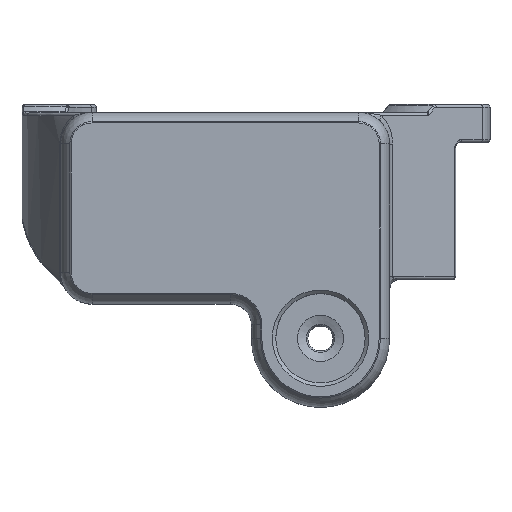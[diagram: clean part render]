
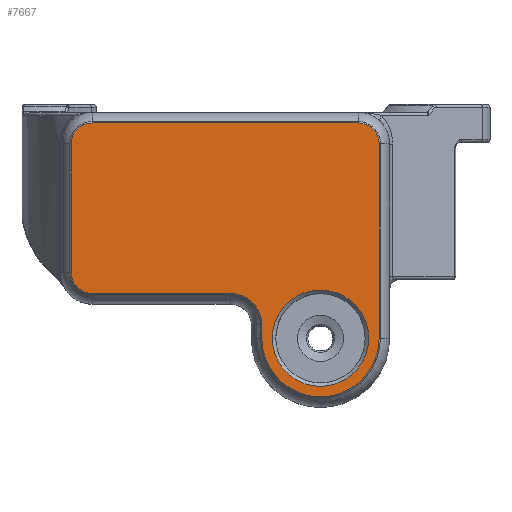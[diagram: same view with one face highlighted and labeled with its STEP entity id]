
A CAD part, top view. The second image highlights one B-rep face of the part: STEP entity #7667.
In plain terms, the highlighted planar face has unit normal (0, 0, 1).
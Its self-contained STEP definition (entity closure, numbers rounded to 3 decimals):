
#315=FACE_BOUND('',#1327,.T.);
#426=PLANE('',#8379);
#858=FACE_OUTER_BOUND('',#1326,.T.);
#1326=EDGE_LOOP('',(#6875,#6876,#6877,#6878,#6879,#6880,#6881,#6882,#6883,
#6884));
#1327=EDGE_LOOP('',(#6885));
#2000=LINE('',#15077,#2465);
#2003=LINE('',#15085,#2468);
#2007=LINE('',#15095,#2472);
#2104=LINE('',#15802,#2569);
#2105=LINE('',#15804,#2570);
#2465=VECTOR('',#9790,10.);
#2468=VECTOR('',#9799,10.);
#2472=VECTOR('',#9809,10.);
#2569=VECTOR('',#10200,10.);
#2570=VECTOR('',#10201,10.);
#2847=CIRCLE('',#8228,3.);
#2848=CIRCLE('',#8231,2.);
#2849=CIRCLE('',#8234,4.6);
#2851=CIRCLE('',#8238,5.6);
#2854=CIRCLE('',#8242,2.);
#2906=CIRCLE('',#8380,2.);
#3528=VERTEX_POINT('',#15074);
#3529=VERTEX_POINT('',#15076);
#3530=VERTEX_POINT('',#15080);
#3531=VERTEX_POINT('',#15084);
#3532=VERTEX_POINT('',#15088);
#3534=VERTEX_POINT('',#15094);
#3535=VERTEX_POINT('',#15098);
#3537=VERTEX_POINT('',#15106);
#3540=VERTEX_POINT('',#15114);
#3623=VERTEX_POINT('',#15801);
#3624=VERTEX_POINT('',#15803);
#4556=EDGE_CURVE('',#3528,#3529,#2000,.T.);
#4558=EDGE_CURVE('',#3529,#3530,#2847,.T.);
#4560=EDGE_CURVE('',#3530,#3531,#2003,.T.);
#4562=EDGE_CURVE('',#3531,#3532,#2848,.T.);
#4565=EDGE_CURVE('',#3532,#3534,#2007,.T.);
#4568=EDGE_CURVE('',#3535,#3535,#2849,.T.);
#4571=EDGE_CURVE('',#3537,#3528,#2851,.T.);
#4575=EDGE_CURVE('',#3534,#3540,#2854,.T.);
#4746=EDGE_CURVE('',#3540,#3623,#2104,.T.);
#4747=EDGE_CURVE('',#3624,#3537,#2105,.T.);
#4748=EDGE_CURVE('',#3623,#3624,#2906,.T.);
#6875=ORIENTED_EDGE('',*,*,#4746,.F.);
#6876=ORIENTED_EDGE('',*,*,#4575,.F.);
#6877=ORIENTED_EDGE('',*,*,#4565,.F.);
#6878=ORIENTED_EDGE('',*,*,#4562,.F.);
#6879=ORIENTED_EDGE('',*,*,#4560,.F.);
#6880=ORIENTED_EDGE('',*,*,#4558,.F.);
#6881=ORIENTED_EDGE('',*,*,#4556,.F.);
#6882=ORIENTED_EDGE('',*,*,#4571,.F.);
#6883=ORIENTED_EDGE('',*,*,#4747,.F.);
#6884=ORIENTED_EDGE('',*,*,#4748,.F.);
#6885=ORIENTED_EDGE('',*,*,#4568,.F.);
#7667=ADVANCED_FACE('',(#858,#315),#426,.T.);
#8228=AXIS2_PLACEMENT_3D('',#15081,#9794,#9795);
#8231=AXIS2_PLACEMENT_3D('',#15089,#9803,#9804);
#8234=AXIS2_PLACEMENT_3D('',#15100,#9814,#9815);
#8238=AXIS2_PLACEMENT_3D('',#15107,#9823,#9824);
#8242=AXIS2_PLACEMENT_3D('',#15115,#9832,#9833);
#8379=AXIS2_PLACEMENT_3D('',#15800,#10198,#10199);
#8380=AXIS2_PLACEMENT_3D('',#15805,#10202,#10203);
#9790=DIRECTION('',(0.,1.,0.));
#9794=DIRECTION('center_axis',(0.,0.,
1.));
#9795=DIRECTION('ref_axis',(0.707,0.707,0.));
#9799=DIRECTION('',(-1.,0.,0.));
#9803=DIRECTION('center_axis',(0.,0.,
-1.));
#9804=DIRECTION('ref_axis',(-0.707,-0.707,0.));
#9809=DIRECTION('',(0.,1.,0.));
#9814=DIRECTION('center_axis',(0.,0.,
1.));
#9815=DIRECTION('ref_axis',(0.,1.,0.));
#9823=DIRECTION('center_axis',(0.,0.,
-1.));
#9824=DIRECTION('ref_axis',(-1.,0.,0.));
#9832=DIRECTION('center_axis',(0.,0.,
-1.));
#9833=DIRECTION('ref_axis',(-0.707,0.707,0.));
#10198=DIRECTION('center_axis',(0.,0.,
1.));
#10199=DIRECTION('ref_axis',(1.,0.,0.));
#10200=DIRECTION('',(1.,0.,0.));
#10201=DIRECTION('',(0.,-1.,0.));
#10202=DIRECTION('center_axis',(0.,0.,
-1.));
#10203=DIRECTION('ref_axis',(0.707,0.707,0.));
#15074=CARTESIAN_POINT('',(-5.6,0.,-4.989));
#15076=CARTESIAN_POINT('',(-5.6,1.27,-4.989));
#15077=CARTESIAN_POINT('',(-5.6,10.676,-4.989));
#15080=CARTESIAN_POINT('',(-8.6,4.27,-4.989));
#15081=CARTESIAN_POINT('Origin',(-8.6,1.27,-4.989));
#15084=CARTESIAN_POINT('',(-21.804,4.27,-4.989));
#15085=CARTESIAN_POINT('',(-0.341,4.27,-4.989));
#15088=CARTESIAN_POINT('',(-23.804,6.27,-4.989));
#15089=CARTESIAN_POINT('Origin',(-21.804,6.27,-4.989));
#15094=CARTESIAN_POINT('',(-23.804,18.553,-4.989));
#15095=CARTESIAN_POINT('',(-23.804,21.353,-4.989));
#15098=CARTESIAN_POINT('',(0.,-4.6,-4.989));
#15100=CARTESIAN_POINT('Origin',(0.,0.,
-4.989));
#15106=CARTESIAN_POINT('',(5.6,0.,-4.989));
#15107=CARTESIAN_POINT('Origin',(0.,0.,
-4.989));
#15114=CARTESIAN_POINT('',(-21.804,20.553,-4.989));
#15115=CARTESIAN_POINT('Origin',(-21.804,18.553,-4.989));
#15800=CARTESIAN_POINT('Origin',(7.,21.353,-4.989));
#15801=CARTESIAN_POINT('',(3.6,20.553,-4.989));
#15802=CARTESIAN_POINT('',(0.344,20.553,-4.989));
#15803=CARTESIAN_POINT('',(5.6,18.553,-4.989));
#15804=CARTESIAN_POINT('',(5.6,18.853,-4.989));
#15805=CARTESIAN_POINT('Origin',(3.6,18.553,-4.989));
